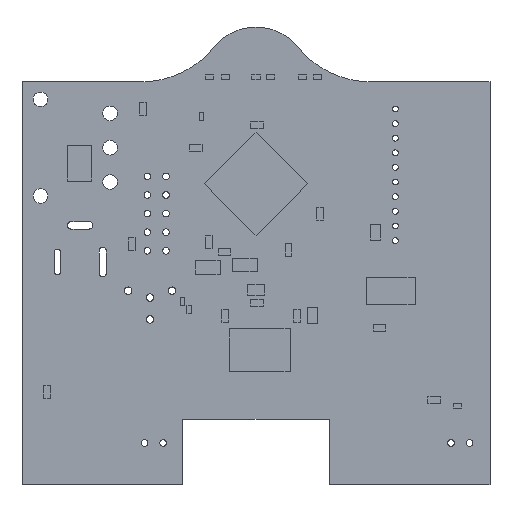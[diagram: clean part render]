
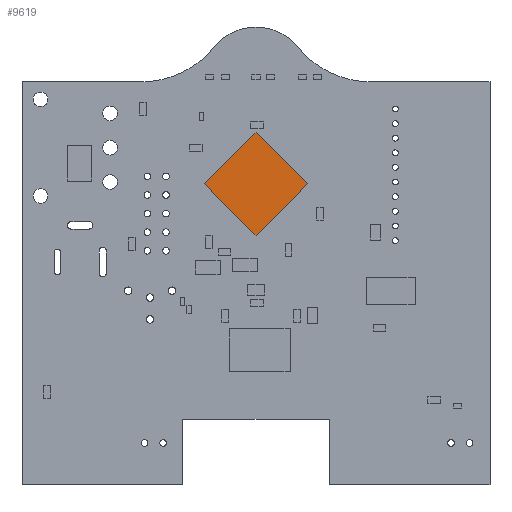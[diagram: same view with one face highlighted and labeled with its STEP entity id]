
A CAD part, top view. The second image highlights one B-rep face of the part: STEP entity #9619.
In plain terms, the highlighted planar face has unit normal (0, 0, 1).
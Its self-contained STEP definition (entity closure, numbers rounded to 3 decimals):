
#9305 = VERTEX_POINT('',#9306);
#9306 = CARTESIAN_POINT('',(-7.071,0.,1.2));
#9313 = PLANE('',#9314);
#9314 = AXIS2_PLACEMENT_3D('',#9315,#9316,#9317);
#9315 = CARTESIAN_POINT('',(-7.071,0.,0.));
#9316 = DIRECTION('',(0.707,0.707,0.));
#9317 = DIRECTION('',(0.707,-0.707,0.));
#9325 = PLANE('',#9326);
#9326 = AXIS2_PLACEMENT_3D('',#9327,#9328,#9329);
#9327 = CARTESIAN_POINT('',(0.,7.071,0.));
#9328 = DIRECTION('',(0.707,-0.707,0.));
#9329 = DIRECTION('',(-0.707,-0.707,0.));
#9337 = EDGE_CURVE('',#9305,#9338,#9340,.T.);
#9338 = VERTEX_POINT('',#9339);
#9339 = CARTESIAN_POINT('',(0.,-7.071,1.2));
#9340 = SURFACE_CURVE('',#9341,(#9345,#9352),.PCURVE_S1.);
#9341 = LINE('',#9342,#9343);
#9342 = CARTESIAN_POINT('',(-7.071,0.,1.2));
#9343 = VECTOR('',#9344,1.);
#9344 = DIRECTION('',(0.707,-0.707,0.));
#9345 = PCURVE('',#9313,#9346);
#9346 = DEFINITIONAL_REPRESENTATION('',(#9347),#9351);
#9347 = LINE('',#9348,#9349);
#9348 = CARTESIAN_POINT('',(0.,-1.2));
#9349 = VECTOR('',#9350,1.);
#9350 = DIRECTION('',(1.,0.));
#9351 = ( GEOMETRIC_REPRESENTATION_CONTEXT(2) 
PARAMETRIC_REPRESENTATION_CONTEXT() REPRESENTATION_CONTEXT('2D SPACE',''
  ) );
#9352 = PCURVE('',#9353,#9358);
#9353 = PLANE('',#9354);
#9354 = AXIS2_PLACEMENT_3D('',#9355,#9356,#9357);
#9355 = CARTESIAN_POINT('',(-7.071,0.,1.2));
#9356 = DIRECTION('',(0.,0.,-1.));
#9357 = DIRECTION('',(-1.,0.,0.));
#9358 = DEFINITIONAL_REPRESENTATION('',(#9359),#9363);
#9359 = LINE('',#9360,#9361);
#9360 = CARTESIAN_POINT('',(0.,0.));
#9361 = VECTOR('',#9362,1.);
#9362 = DIRECTION('',(-0.707,-0.707));
#9363 = ( GEOMETRIC_REPRESENTATION_CONTEXT(2) 
PARAMETRIC_REPRESENTATION_CONTEXT() REPRESENTATION_CONTEXT('2D SPACE',''
  ) );
#9381 = PLANE('',#9382);
#9382 = AXIS2_PLACEMENT_3D('',#9383,#9384,#9385);
#9383 = CARTESIAN_POINT('',(0.,-7.071,0.));
#9384 = DIRECTION('',(-0.707,0.707,0.));
#9385 = DIRECTION('',(0.707,0.707,0.));
#9423 = EDGE_CURVE('',#9338,#9424,#9426,.T.);
#9424 = VERTEX_POINT('',#9425);
#9425 = CARTESIAN_POINT('',(7.071,0.,1.2));
#9426 = SURFACE_CURVE('',#9427,(#9431,#9438),.PCURVE_S1.);
#9427 = LINE('',#9428,#9429);
#9428 = CARTESIAN_POINT('',(0.,-7.071,1.2));
#9429 = VECTOR('',#9430,1.);
#9430 = DIRECTION('',(0.707,0.707,0.));
#9431 = PCURVE('',#9381,#9432);
#9432 = DEFINITIONAL_REPRESENTATION('',(#9433),#9437);
#9433 = LINE('',#9434,#9435);
#9434 = CARTESIAN_POINT('',(0.,-1.2));
#9435 = VECTOR('',#9436,1.);
#9436 = DIRECTION('',(1.,0.));
#9437 = ( GEOMETRIC_REPRESENTATION_CONTEXT(2) 
PARAMETRIC_REPRESENTATION_CONTEXT() REPRESENTATION_CONTEXT('2D SPACE',''
  ) );
#9438 = PCURVE('',#9353,#9439);
#9439 = DEFINITIONAL_REPRESENTATION('',(#9440),#9444);
#9440 = LINE('',#9441,#9442);
#9441 = CARTESIAN_POINT('',(-7.071,-7.071));
#9442 = VECTOR('',#9443,1.);
#9443 = DIRECTION('',(-0.707,0.707));
#9444 = ( GEOMETRIC_REPRESENTATION_CONTEXT(2) 
PARAMETRIC_REPRESENTATION_CONTEXT() REPRESENTATION_CONTEXT('2D SPACE',''
  ) );
#9462 = PLANE('',#9463);
#9463 = AXIS2_PLACEMENT_3D('',#9464,#9465,#9466);
#9464 = CARTESIAN_POINT('',(7.071,0.,0.));
#9465 = DIRECTION('',(-0.707,-0.707,0.));
#9466 = DIRECTION('',(-0.707,0.707,0.));
#9499 = EDGE_CURVE('',#9424,#9500,#9502,.T.);
#9500 = VERTEX_POINT('',#9501);
#9501 = CARTESIAN_POINT('',(0.,7.071,1.2));
#9502 = SURFACE_CURVE('',#9503,(#9507,#9514),.PCURVE_S1.);
#9503 = LINE('',#9504,#9505);
#9504 = CARTESIAN_POINT('',(7.071,0.,1.2));
#9505 = VECTOR('',#9506,1.);
#9506 = DIRECTION('',(-0.707,0.707,0.));
#9507 = PCURVE('',#9462,#9508);
#9508 = DEFINITIONAL_REPRESENTATION('',(#9509),#9513);
#9509 = LINE('',#9510,#9511);
#9510 = CARTESIAN_POINT('',(0.,-1.2));
#9511 = VECTOR('',#9512,1.);
#9512 = DIRECTION('',(1.,0.));
#9513 = ( GEOMETRIC_REPRESENTATION_CONTEXT(2) 
PARAMETRIC_REPRESENTATION_CONTEXT() REPRESENTATION_CONTEXT('2D SPACE',''
  ) );
#9514 = PCURVE('',#9353,#9515);
#9515 = DEFINITIONAL_REPRESENTATION('',(#9516),#9520);
#9516 = LINE('',#9517,#9518);
#9517 = CARTESIAN_POINT('',(-14.142,0.));
#9518 = VECTOR('',#9519,1.);
#9519 = DIRECTION('',(0.707,0.707));
#9520 = ( GEOMETRIC_REPRESENTATION_CONTEXT(2) 
PARAMETRIC_REPRESENTATION_CONTEXT() REPRESENTATION_CONTEXT('2D SPACE',''
  ) );
#9570 = EDGE_CURVE('',#9500,#9305,#9571,.T.);
#9571 = SURFACE_CURVE('',#9572,(#9576,#9583),.PCURVE_S1.);
#9572 = LINE('',#9573,#9574);
#9573 = CARTESIAN_POINT('',(0.,7.071,1.2));
#9574 = VECTOR('',#9575,1.);
#9575 = DIRECTION('',(-0.707,-0.707,0.));
#9576 = PCURVE('',#9325,#9577);
#9577 = DEFINITIONAL_REPRESENTATION('',(#9578),#9582);
#9578 = LINE('',#9579,#9580);
#9579 = CARTESIAN_POINT('',(0.,-1.2));
#9580 = VECTOR('',#9581,1.);
#9581 = DIRECTION('',(1.,0.));
#9582 = ( GEOMETRIC_REPRESENTATION_CONTEXT(2) 
PARAMETRIC_REPRESENTATION_CONTEXT() REPRESENTATION_CONTEXT('2D SPACE',''
  ) );
#9583 = PCURVE('',#9353,#9584);
#9584 = DEFINITIONAL_REPRESENTATION('',(#9585),#9589);
#9585 = LINE('',#9586,#9587);
#9586 = CARTESIAN_POINT('',(-7.071,7.071));
#9587 = VECTOR('',#9588,1.);
#9588 = DIRECTION('',(0.707,-0.707));
#9589 = ( GEOMETRIC_REPRESENTATION_CONTEXT(2) 
PARAMETRIC_REPRESENTATION_CONTEXT() REPRESENTATION_CONTEXT('2D SPACE',''
  ) );
#9619 = ADVANCED_FACE('',(#9620),#9353,.F.);
#9620 = FACE_BOUND('',#9621,.T.);
#9621 = EDGE_LOOP('',(#9622,#9623,#9624,#9625));
#9622 = ORIENTED_EDGE('',*,*,#9337,.T.);
#9623 = ORIENTED_EDGE('',*,*,#9423,.T.);
#9624 = ORIENTED_EDGE('',*,*,#9499,.T.);
#9625 = ORIENTED_EDGE('',*,*,#9570,.T.);
